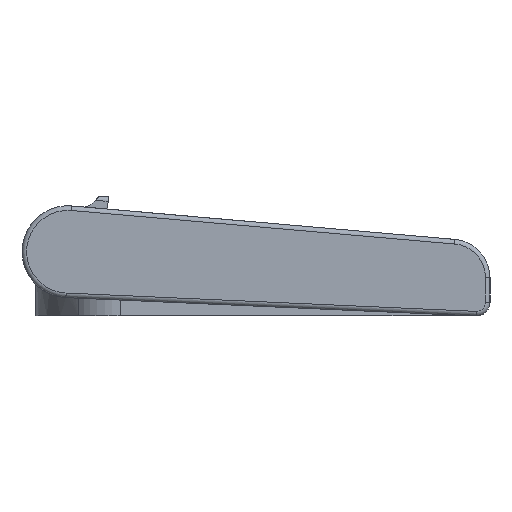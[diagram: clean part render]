
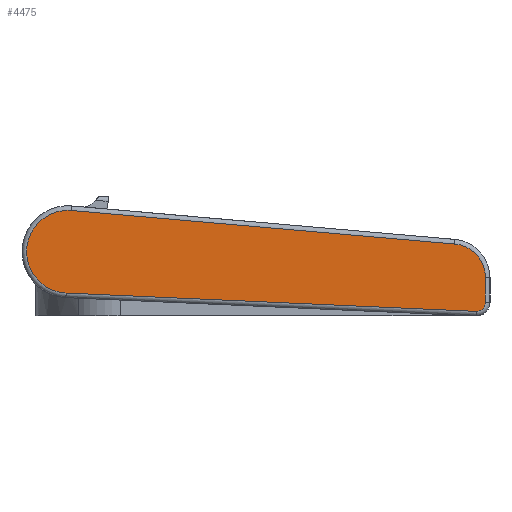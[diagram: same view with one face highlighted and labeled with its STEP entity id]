
A CAD part, left-side view. The second image highlights one B-rep face of the part: STEP entity #4475.
In plain terms, the highlighted planar face has unit normal (-1, 0, 0).
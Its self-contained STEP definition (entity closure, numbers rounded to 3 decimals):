
#109=PLANE('',#4934);
#294=FACE_OUTER_BOUND('',#557,.T.);
#557=EDGE_LOOP('',(#3677,#3678,#3679,#3680,#3681,#3682));
#995=LINE('',#7455,#1435);
#997=LINE('',#7480,#1437);
#999=LINE('',#7492,#1439);
#1435=VECTOR('',#5966,10.);
#1437=VECTOR('',#5982,10.);
#1439=VECTOR('',#5996,10.);
#1764=CIRCLE('',#4918,13.5);
#1768=CIRCLE('',#4924,11.);
#1771=CIRCLE('',#4929,3.);
#2180=VERTEX_POINT('',#7453);
#2181=VERTEX_POINT('',#7454);
#2184=VERTEX_POINT('',#7473);
#2185=VERTEX_POINT('',#7478);
#2186=VERTEX_POINT('',#7482);
#2188=VERTEX_POINT('',#7488);
#2716=EDGE_CURVE('',#2180,#2181,#995,.T.);
#2722=EDGE_CURVE('',#2181,#2184,#1764,.T.);
#2724=EDGE_CURVE('',#2184,#2185,#997,.T.);
#2727=EDGE_CURVE('',#2185,#2186,#1768,.T.);
#2730=EDGE_CURVE('',#2186,#2188,#999,.T.);
#2732=EDGE_CURVE('',#2188,#2180,#1771,.T.);
#3677=ORIENTED_EDGE('',*,*,#2716,.F.);
#3678=ORIENTED_EDGE('',*,*,#2732,.F.);
#3679=ORIENTED_EDGE('',*,*,#2730,.F.);
#3680=ORIENTED_EDGE('',*,*,#2727,.F.);
#3681=ORIENTED_EDGE('',*,*,#2724,.F.);
#3682=ORIENTED_EDGE('',*,*,#2722,.F.);
#4475=ADVANCED_FACE('',(#294),#109,.T.);
#4918=AXIS2_PLACEMENT_3D('',#7476,#5976,#5977);
#4924=AXIS2_PLACEMENT_3D('',#7486,#5989,#5990);
#4929=AXIS2_PLACEMENT_3D('',#7495,#6001,#6002);
#4934=AXIS2_PLACEMENT_3D('',#7509,#6017,#6018);
#5966=DIRECTION('',(0.,0.999,0.045));
#5976=DIRECTION('center_axis',(1.,0.,0.));
#5977=DIRECTION('ref_axis',(0.,0.998,0.066));
#5982=DIRECTION('',(0.,-0.996,-0.087));
#5989=DIRECTION('center_axis',(1.,0.,0.));
#5990=DIRECTION('ref_axis',(0.,-0.737,0.676));
#5996=DIRECTION('',(0.,0.,-1.));
#6001=DIRECTION('center_axis',(1.,0.,0.));
#6002=DIRECTION('ref_axis',(0.,-0.707,-0.707));
#6017=DIRECTION('center_axis',(-1.,0.,0.));
#6018=DIRECTION('ref_axis',(0.,0.996,0.087));
#7453=CARTESIAN_POINT('',(-5.525,-135.347,-2.5));
#7454=CARTESIAN_POINT('',(-5.525,-1.472,3.49));
#7455=CARTESIAN_POINT('',(-5.525,-70.138,0.418));
#7473=CARTESIAN_POINT('',(-5.525,-3.252,30.425));
#7476=CARTESIAN_POINT('Origin',(-5.525,-2.076,16.976));
#7478=CARTESIAN_POINT('',(-5.525,-128.276,19.487));
#7480=CARTESIAN_POINT('',(-5.525,-103.909,21.618));
#7482=CARTESIAN_POINT('',(-5.525,-138.317,8.528));
#7486=CARTESIAN_POINT('Origin',(-5.525,-127.317,8.528));
#7488=CARTESIAN_POINT('',(-5.525,-138.317,0.5));
#7492=CARTESIAN_POINT('',(-5.525,-138.317,19.983));
#7495=CARTESIAN_POINT('Origin',(-5.525,-135.317,0.5));
#7509=CARTESIAN_POINT('Origin',(-5.525,-139.817,19.983));
